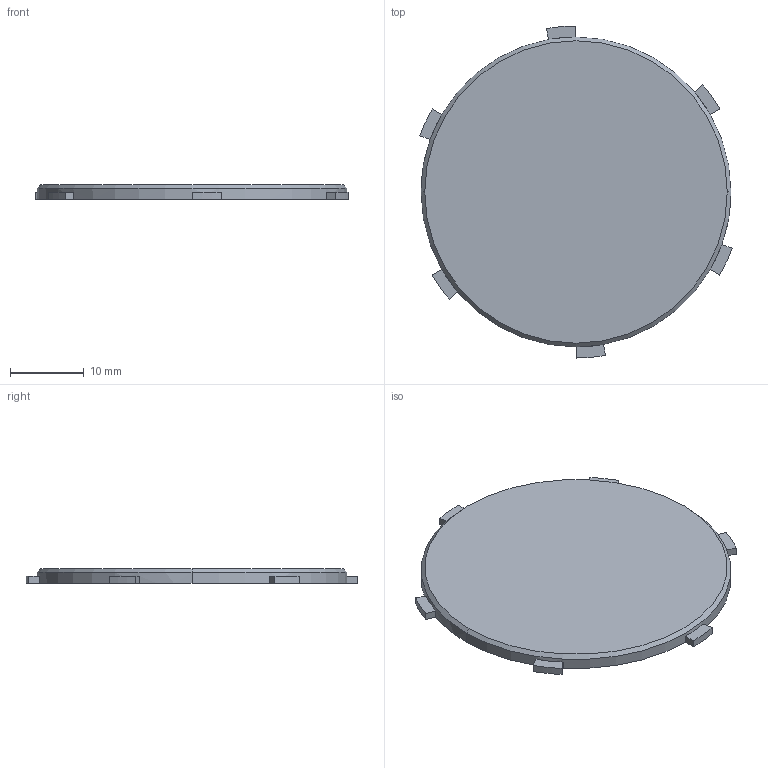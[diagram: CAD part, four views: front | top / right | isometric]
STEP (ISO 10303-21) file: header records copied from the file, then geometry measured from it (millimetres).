
FILE_DESCRIPTION (( 'STEP AP214' ), '1' );
FILE_NAME ('Gover.STEP', '2024-11-19T12:06:08', ( '' ), ( '' ), 'SwSTEP 2.0', 'SolidWorks 2021', '' );
FILE_SCHEMA (( 'AUTOMOTIVE_DESIGN' ));
Length unit declared in the file: millimetre
Products named in the file (1): Gover
Bounding box: 42.34 x 45 x 2 mm (x, y, z)
Volume: 2789.4 mm3; surface area: 3085.1 mm2
Topology: 1 solids, 1 shells, 30 faces, 82 edges, 54 vertices
Faces by surface type: plane 20, cylinder 8, cone 2
Entity records: 994 total; most frequent: DIRECTION 174, CARTESIAN_POINT 167, ORIENTED_EDGE 164, EDGE_CURVE 82, AXIS2_PLACEMENT_3D 61, VERTEX_POINT 54, VECTOR 52, LINE 52
